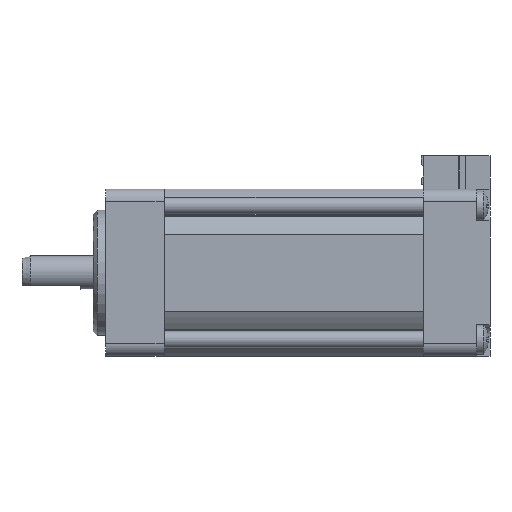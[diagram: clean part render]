
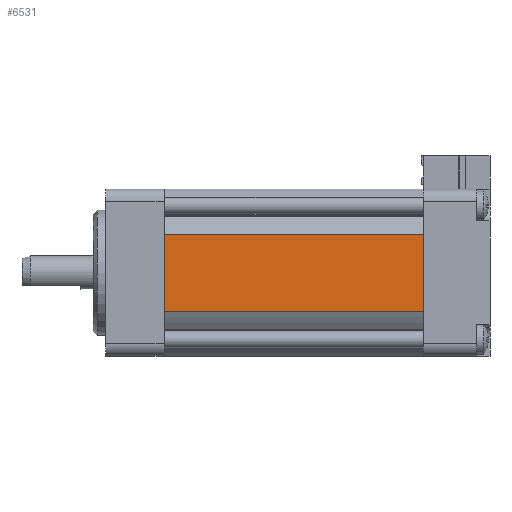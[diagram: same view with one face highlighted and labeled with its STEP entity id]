
A CAD part, left-side view. The second image highlights one B-rep face of the part: STEP entity #6531.
In plain terms, the highlighted planar face has unit normal (-1, 0, 0).
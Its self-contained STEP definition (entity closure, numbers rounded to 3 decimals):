
#425 = ORIENTED_EDGE ( 'NONE', *, *, #2503, .T. ) ;
#873 = LINE ( 'NONE', #7520, #875 ) ;
#874 = LINE ( 'NONE', #7531, #882 ) ;
#875 = VECTOR ( 'NONE', #7521, 1000. ) ;
#876 = LINE ( 'NONE', #7529, #878 ) ;
#877 = LINE ( 'NONE', #7535, #880 ) ;
#878 = VECTOR ( 'NONE', #7525, 1000. ) ;
#880 = VECTOR ( 'NONE', #7537, 1000. ) ;
#882 = VECTOR ( 'NONE', #7538, 1000. ) ;
#1480 = CARTESIAN_POINT ( 'NONE',  ( -10., 39., -4.583 ) ) ;
#1490 = CARTESIAN_POINT ( 'NONE',  ( -10., 8., -4.583 ) ) ;
#1615 = CARTESIAN_POINT ( 'NONE',  ( -10., 8., 4.583 ) ) ;
#1617 = CARTESIAN_POINT ( 'NONE',  ( -10., 39., 4.583 ) ) ;
#1759 = EDGE_LOOP ( 'NONE', ( #425, #2876, #2874, #2834 ) ) ;
#2501 = EDGE_CURVE ( 'NONE', #2687, #2686, #873, .T. ) ;
#2503 = EDGE_CURVE ( 'NONE', #2686, #2812, #876, .T. ) ;
#2504 = EDGE_CURVE ( 'NONE', #2814, #2812, #877, .T. ) ;
#2505 = EDGE_CURVE ( 'NONE', #2687, #2814, #874, .T. ) ;
#2686 = VERTEX_POINT ( 'NONE', #1490 ) ;
#2687 = VERTEX_POINT ( 'NONE', #1480 ) ;
#2812 = VERTEX_POINT ( 'NONE', #1615 ) ;
#2814 = VERTEX_POINT ( 'NONE', #1617 ) ;
#2834 = ORIENTED_EDGE ( 'NONE', *, *, #2501, .T. ) ;
#2874 = ORIENTED_EDGE ( 'NONE', *, *, #2505, .F. ) ;
#2876 = ORIENTED_EDGE ( 'NONE', *, *, #2504, .F. ) ;
#3584 = PLANE ( 'NONE',  #3690 ) ;
#3592 = CARTESIAN_POINT ( 'NONE',  ( -10., 39., 4.583 ) ) ;
#3593 = DIRECTION ( 'NONE',  ( 1., 0., 0. ) ) ;
#3594 = DIRECTION ( 'NONE',  ( 0., 0., -1. ) ) ;
#3690 = AXIS2_PLACEMENT_3D ( 'NONE', #3592, #3593, #3594 ) ;
#3890 = FACE_OUTER_BOUND ( 'NONE', #1759, .T. ) ;
#6531 = ADVANCED_FACE ( 'NONE', ( #3890 ), #3584, .F. ) ;
#7520 = CARTESIAN_POINT ( 'NONE',  ( -10., 39., -4.583 ) ) ;
#7521 = DIRECTION ( 'NONE',  ( 0., -1., 0. ) ) ;
#7525 = DIRECTION ( 'NONE',  ( 0., 0., 1. ) ) ;
#7529 = CARTESIAN_POINT ( 'NONE',  ( -10., 8., 4.583 ) ) ;
#7531 = CARTESIAN_POINT ( 'NONE',  ( -10., 39., 4.583 ) ) ;
#7535 = CARTESIAN_POINT ( 'NONE',  ( -10., 39., 4.583 ) ) ;
#7537 = DIRECTION ( 'NONE',  ( 0., -1., 0. ) ) ;
#7538 = DIRECTION ( 'NONE',  ( 0., 0., 1. ) ) ;
